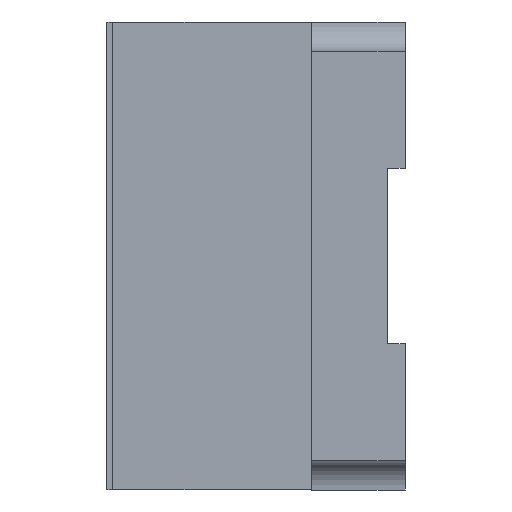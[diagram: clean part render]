
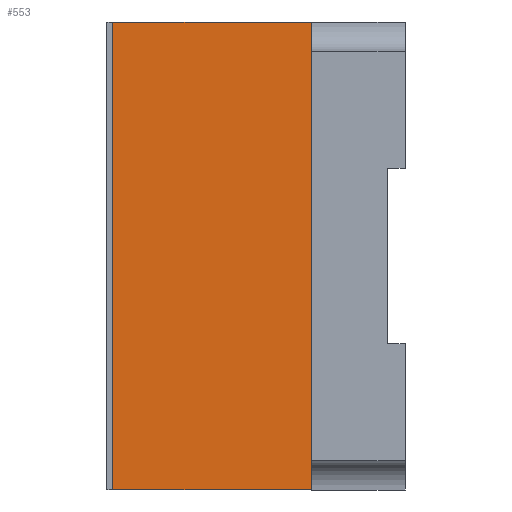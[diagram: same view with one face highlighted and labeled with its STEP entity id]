
A CAD part, left-side view. The second image highlights one B-rep face of the part: STEP entity #553.
In plain terms, the highlighted planar face has unit normal (-1, 0, 0).
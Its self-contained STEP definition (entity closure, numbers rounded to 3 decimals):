
#82 = ORIENTED_EDGE ( 'NONE', *, *, #1816, .T. ) ;
#108 = PLANE ( 'NONE',  #558 ) ;
#121 = CARTESIAN_POINT ( 'NONE',  ( -0.8, 0., 0.4 ) ) ;
#481 = VERTEX_POINT ( 'NONE', #577 ) ;
#482 = EDGE_CURVE ( 'NONE', #1916, #573, #835, .T. ) ;
#523 = EDGE_CURVE ( 'NONE', #573, #481, #1568, .T. ) ;
#547 = VERTEX_POINT ( 'NONE', #888 ) ;
#553 = ADVANCED_FACE ( 'NONE', ( #1934 ), #108, .F. ) ;
#558 = AXIS2_PLACEMENT_3D ( 'NONE', #739, #1830, #896 ) ;
#573 = VERTEX_POINT ( 'NONE', #121 ) ;
#577 = CARTESIAN_POINT ( 'NONE',  ( -0.8, 0., -0.4 ) ) ;
#627 = ORIENTED_EDGE ( 'NONE', *, *, #482, .F. ) ;
#672 = EDGE_LOOP ( 'NONE', ( #627, #1923, #82, #1279 ) ) ;
#731 = CARTESIAN_POINT ( 'NONE',  ( -0.8, 0.34, 0.4 ) ) ;
#739 = CARTESIAN_POINT ( 'NONE',  ( -0.8, 0.34, 0.4 ) ) ;
#835 = LINE ( 'NONE', #731, #1618 ) ;
#882 = DIRECTION ( 'NONE',  ( 0., -1., 0. ) ) ;
#888 = CARTESIAN_POINT ( 'NONE',  ( -0.8, 0.34, -0.4 ) ) ;
#896 = DIRECTION ( 'NONE',  ( 0., 0., -1. ) ) ;
#1070 = LINE ( 'NONE', #1873, #1902 ) ;
#1086 = DIRECTION ( 'NONE',  ( 0., -1., 0. ) ) ;
#1145 = CARTESIAN_POINT ( 'NONE',  ( -0.8, 0.34, 0.4 ) ) ;
#1157 = VECTOR ( 'NONE', #1670, 1000. ) ;
#1279 = ORIENTED_EDGE ( 'NONE', *, *, #523, .F. ) ;
#1442 = LINE ( 'NONE', #1802, #1859 ) ;
#1502 = EDGE_CURVE ( 'NONE', #547, #1916, #1442, .T. ) ;
#1508 = CARTESIAN_POINT ( 'NONE',  ( -0.8, 0., 0. ) ) ;
#1568 = LINE ( 'NONE', #1508, #1157 ) ;
#1618 = VECTOR ( 'NONE', #882, 1000. ) ;
#1670 = DIRECTION ( 'NONE',  ( 0., 0., -1. ) ) ;
#1802 = CARTESIAN_POINT ( 'NONE',  ( -0.8, 0.34, 0.4 ) ) ;
#1816 = EDGE_CURVE ( 'NONE', #547, #481, #1070, .T. ) ;
#1830 = DIRECTION ( 'NONE',  ( 1., 0., 0. ) ) ;
#1859 = VECTOR ( 'NONE', #1953, 1000. ) ;
#1873 = CARTESIAN_POINT ( 'NONE',  ( -0.8, 0.34, -0.4 ) ) ;
#1902 = VECTOR ( 'NONE', #1086, 1000. ) ;
#1916 = VERTEX_POINT ( 'NONE', #1145 ) ;
#1923 = ORIENTED_EDGE ( 'NONE', *, *, #1502, .F. ) ;
#1934 = FACE_OUTER_BOUND ( 'NONE', #672, .T. ) ;
#1953 = DIRECTION ( 'NONE',  ( 0., 0., 1. ) ) ;
